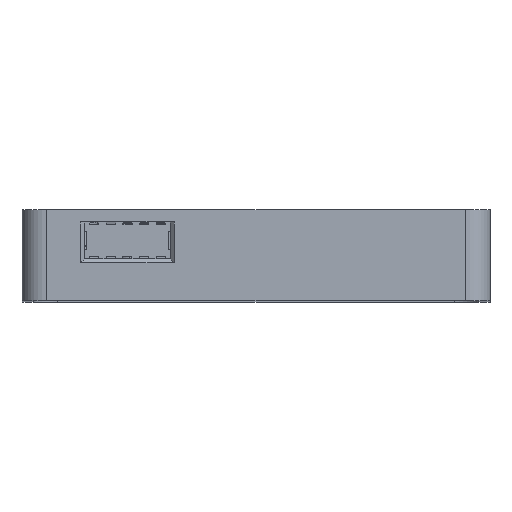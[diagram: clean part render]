
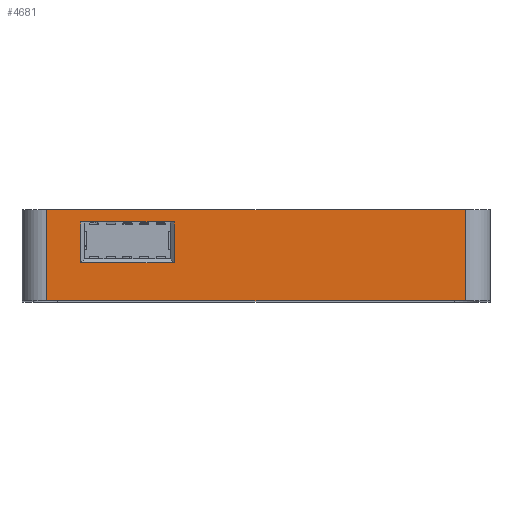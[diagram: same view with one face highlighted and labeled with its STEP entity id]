
A CAD part, top view. The second image highlights one B-rep face of the part: STEP entity #4681.
In plain terms, the highlighted planar face has unit normal (0, 0, 1).
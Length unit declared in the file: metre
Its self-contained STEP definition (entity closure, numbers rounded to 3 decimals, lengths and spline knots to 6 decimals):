
#675=ORIENTED_EDGE('',*,*,#1928,.T.);
#676=ORIENTED_EDGE('',*,*,#1527,.F.);
#677=ORIENTED_EDGE('',*,*,#1929,.T.);
#678=ORIENTED_EDGE('',*,*,#1930,.T.);
#679=ORIENTED_EDGE('',*,*,#1931,.F.);
#680=ORIENTED_EDGE('',*,*,#1932,.T.);
#681=ORIENTED_EDGE('',*,*,#1933,.T.);
#682=ORIENTED_EDGE('',*,*,#1934,.T.);
#1527=EDGE_CURVE('',#2196,#2197,#2637,.T.);
#1928=EDGE_CURVE('',#2512,#2197,#3001,.T.);
#1929=EDGE_CURVE('',#2196,#2513,#3002,.T.);
#1930=EDGE_CURVE('',#2513,#2512,#3003,.T.);
#1931=EDGE_CURVE('',#2514,#2515,#3004,.T.);
#1932=EDGE_CURVE('',#2514,#2516,#3005,.T.);
#1933=EDGE_CURVE('',#2516,#2517,#3006,.T.);
#1934=EDGE_CURVE('',#2517,#2515,#3007,.F.);
#2196=VERTEX_POINT('',#6556);
#2197=VERTEX_POINT('',#6558);
#2512=VERTEX_POINT('',#7324);
#2513=VERTEX_POINT('',#7326);
#2514=VERTEX_POINT('',#7329);
#2515=VERTEX_POINT('',#7330);
#2516=VERTEX_POINT('',#7332);
#2517=VERTEX_POINT('',#7334);
#2637=LINE('',#6557,#3208);
#3001=LINE('',#7323,#3572);
#3002=LINE('',#7325,#3573);
#3003=LINE('',#7327,#3574);
#3004=LINE('',#7328,#3575);
#3005=LINE('',#7331,#3576);
#3006=LINE('',#7333,#3577);
#3007=LINE('',#7335,#3578);
#3208=VECTOR('',#5271,1.);
#3572=VECTOR('',#5809,1.);
#3573=VECTOR('',#5810,1.);
#3574=VECTOR('',#5811,1.);
#3575=VECTOR('',#5812,1.);
#3576=VECTOR('',#5813,1.);
#3577=VECTOR('',#5814,1.);
#3578=VECTOR('',#5815,1.);
#3843=EDGE_LOOP('',(#675,#676,#677,#678));
#3844=EDGE_LOOP('',(#679,#680,#681,#682));
#4182=FACE_BOUND('',#3843,.T.);
#4183=FACE_BOUND('',#3844,.T.);
#4477=PLANE('',#4982);
#4681=ADVANCED_FACE('',(#4182,#4183),#4477,.F.);
#4982=AXIS2_PLACEMENT_3D('',#7322,#5807,#5808);
#5271=DIRECTION('',(-1.,0.,0.));
#5807=DIRECTION('',(0.,0.,-1.));
#5808=DIRECTION('',(-1.,0.,0.));
#5809=DIRECTION('',(0.,1.,0.));
#5810=DIRECTION('',(0.,-1.,0.));
#5811=DIRECTION('',(-1.,0.,0.));
#5812=DIRECTION('',(-1.,0.,0.));
#5813=DIRECTION('',(0.,1.,0.));
#5814=DIRECTION('',(-1.,0.,0.));
#5815=DIRECTION('',(0.,1.,0.));
#6556=CARTESIAN_POINT('',(-0.013287,-0.002,0.075));
#6557=CARTESIAN_POINT('',(0.,-0.002,0.075));
#6558=CARTESIAN_POINT('',(-0.028487,-0.002,0.075));
#7322=CARTESIAN_POINT('',(0.,-0.002,0.075));
#7323=CARTESIAN_POINT('',(-0.028487,-0.002,0.075));
#7324=CARTESIAN_POINT('',(-0.028487,-0.0086,0.075));
#7325=CARTESIAN_POINT('',(-0.013287,-0.002,0.075));
#7326=CARTESIAN_POINT('',(-0.013287,-0.0086,0.075));
#7327=CARTESIAN_POINT('',(0.,-0.0086,0.075));
#7328=CARTESIAN_POINT('',(0.,-0.0148,0.075));
#7329=CARTESIAN_POINT('',(0.034,-0.0148,0.075));
#7330=CARTESIAN_POINT('',(-0.034,-0.0148,0.075));
#7331=CARTESIAN_POINT('',(0.034,0.,0.075));
#7332=CARTESIAN_POINT('',(0.034,0.,0.075));
#7333=CARTESIAN_POINT('',(0.,0.,0.075));
#7334=CARTESIAN_POINT('',(-0.034,0.,0.075));
#7335=CARTESIAN_POINT('',(-0.034,-0.002,0.075));
